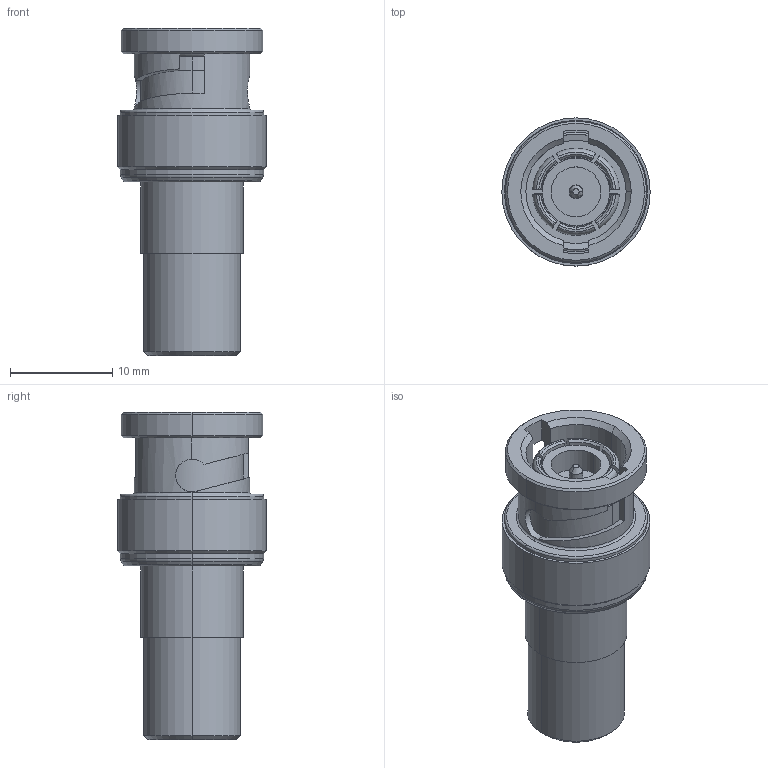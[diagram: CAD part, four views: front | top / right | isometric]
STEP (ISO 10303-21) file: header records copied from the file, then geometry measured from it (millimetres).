
FILE_DESCRIPTION (( 'STEP AP214' ), '1' );
FILE_NAME ('J01008A0023.STEP', '2018-11-16T08:42:49', ( '' ), ( '' ), 'SwSTEP 2.0', 'SolidWorks 2017', '' );
FILE_SCHEMA (( 'AUTOMOTIVE_DESIGN' ));
Length unit declared in the file: millimetre
Products named in the file (1): J01008A0023
Bounding box: 14.5 x 14.5 x 32 mm (x, y, z)
Volume: 2767.4 mm3; surface area: 2088.7 mm2
Topology: 1 solids, 1 shells, 174 faces, 430 edges, 276 vertices
Faces by surface type: cylinder 64, plane 52, cone 38, torus 20
Entity records: 7253 total; most frequent: CARTESIAN_POINT 1334, ORIENTED_EDGE 860, DIRECTION 858, EDGE_CURVE 430, AXIS2_PLACEMENT_3D 340, VERTEX_POINT 276, EDGE_LOOP 196, VECTOR 178
